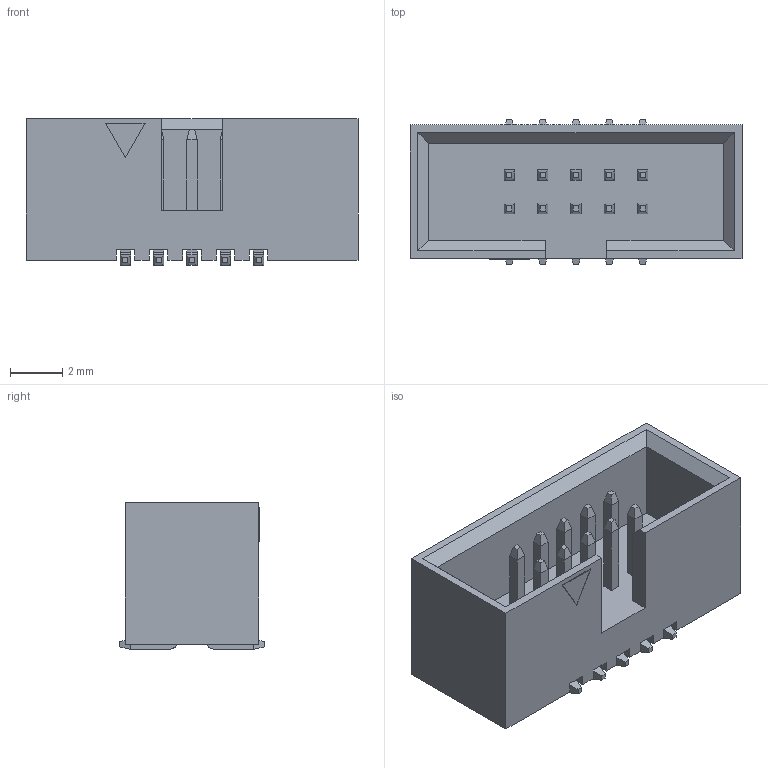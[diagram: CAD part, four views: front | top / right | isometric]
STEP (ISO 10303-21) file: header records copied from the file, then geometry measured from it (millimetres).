
FILE_DESCRIPTION(('FreeCAD Model'),'2;1');
FILE_NAME('3220_10_0300_00.step','2018-02-13T17:31:17' ,('kicad StepUp'),('ksu MCAD'),'Open CASCADE STEP processor 6.8', 'FreeCAD','Unknown');
FILE_SCHEMA(('AUTOMOTIVE_DESIGN_CC2 { 1 2 10303 214 -1 1 5 4 }'));
Length unit declared in the file: millimetre
Products named in the file (1): 3220_10_0300_00
Bounding box: 12.65 x 5.5 x 5.6 mm (x, y, z)
Surface area: 534.9 mm2 (no closed solid volume)
Topology: 0 solids, 323 shells, 323 faces, 1272 edges, 1112 vertices
Faces by surface type: bspline 323
Entity records: 32966 total; most frequent: CARTESIAN_POINT 23849, ORIENTED_EDGE 1512, EDGE_CURVE 1272, B_SPLINE_CURVE_WITH_KNOTS 1272, VERTEX_POINT 1112, FACE_BOUND 344, EDGE_LOOP 344, ADVANCED_FACE 323
